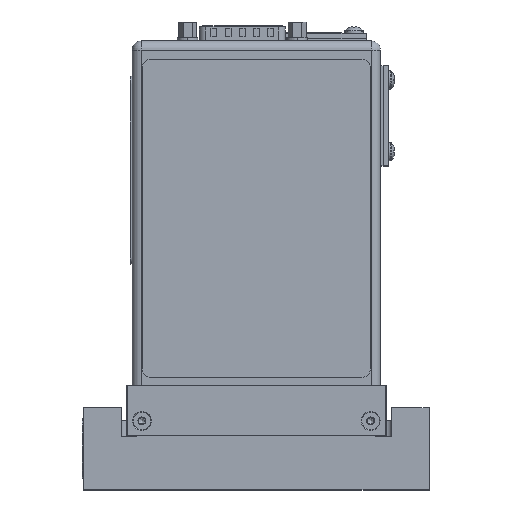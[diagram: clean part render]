
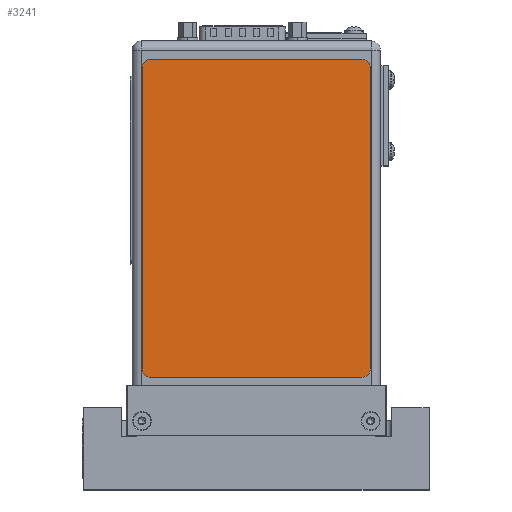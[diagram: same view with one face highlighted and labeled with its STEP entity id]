
A CAD part, top view. The second image highlights one B-rep face of the part: STEP entity #3241.
In plain terms, the highlighted planar face has unit normal (0, 0, 1).
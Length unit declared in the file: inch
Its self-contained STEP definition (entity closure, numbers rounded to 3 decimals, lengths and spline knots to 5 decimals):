
#3022=CARTESIAN_POINT('',(2.63,3.71,0.004));
#3023=DIRECTION('',(0.,0.,-1.));
#3024=DIRECTION('',(0.,1.,0.));
#3025=AXIS2_PLACEMENT_3D('',#3022,#3023,#3024);
#3027=DIRECTION('',(0.,-1.,0.));
#3028=VECTOR('',#3027,3.61);
#3029=CARTESIAN_POINT('',(2.73,3.71,0.004));
#3030=LINE('',#3029,#3028);
#3031=CARTESIAN_POINT('',(2.63,0.1,0.004));
#3032=DIRECTION('',(0.,0.,-1.));
#3033=DIRECTION('',(1.,0.,0.));
#3034=AXIS2_PLACEMENT_3D('',#3031,#3032,#3033);
#3036=DIRECTION('',(-1.,0.,0.));
#3037=VECTOR('',#3036,2.53);
#3038=CARTESIAN_POINT('',(2.63,0.,0.004));
#3039=LINE('',#3038,#3037);
#3040=CARTESIAN_POINT('',(0.1,0.1,0.004));
#3041=DIRECTION('',(0.,0.,-1.));
#3042=DIRECTION('',(0.,-1.,0.));
#3043=AXIS2_PLACEMENT_3D('',#3040,#3041,#3042);
#3045=DIRECTION('',(0.,1.,0.));
#3046=VECTOR('',#3045,3.61);
#3047=CARTESIAN_POINT('',(0.,0.1,0.004));
#3048=LINE('',#3047,#3046);
#3049=CARTESIAN_POINT('',(0.1,3.71,0.004));
#3050=DIRECTION('',(0.,0.,-1.));
#3051=DIRECTION('',(-1.,0.,0.));
#3052=AXIS2_PLACEMENT_3D('',#3049,#3050,#3051);
#3054=DIRECTION('',(1.,0.,0.));
#3055=VECTOR('',#3054,2.53);
#3056=CARTESIAN_POINT('',(0.1,3.81,0.004));
#3057=LINE('',#3056,#3055);
#3074=CARTESIAN_POINT('',(2.73,3.71,0.004));
#3075=VERTEX_POINT('',#3074);
#3076=CARTESIAN_POINT('',(2.63,3.81,0.004));
#3077=VERTEX_POINT('',#3076);
#3078=CARTESIAN_POINT('',(2.73,0.1,0.004));
#3079=VERTEX_POINT('',#3078);
#3080=CARTESIAN_POINT('',(2.63,0.,0.004));
#3081=VERTEX_POINT('',#3080);
#3082=CARTESIAN_POINT('',(0.1,0.,0.004));
#3083=VERTEX_POINT('',#3082);
#3084=CARTESIAN_POINT('',(0.,0.1,0.004));
#3085=VERTEX_POINT('',#3084);
#3086=CARTESIAN_POINT('',(0.,3.71,0.004));
#3087=VERTEX_POINT('',#3086);
#3088=CARTESIAN_POINT('',(0.1,3.81,0.004));
#3089=VERTEX_POINT('',#3088);
#3226=CARTESIAN_POINT('',(0.,0.,0.004));
#3227=DIRECTION('',(0.,0.,1.));
#3228=DIRECTION('',(1.,0.,0.));
#3229=AXIS2_PLACEMENT_3D('',#3226,#3227,#3228);
#3230=PLANE('',#3229);
#3231=ORIENTED_EDGE('',*,*,#3122,.T.);
#3232=ORIENTED_EDGE('',*,*,#3138,.T.);
#3233=ORIENTED_EDGE('',*,*,#3151,.T.);
#3234=ORIENTED_EDGE('',*,*,#3164,.T.);
#3235=ORIENTED_EDGE('',*,*,#3179,.T.);
#3236=ORIENTED_EDGE('',*,*,#3192,.T.);
#3237=ORIENTED_EDGE('',*,*,#3207,.T.);
#3238=ORIENTED_EDGE('',*,*,#3219,.T.);
#3239=EDGE_LOOP('',(#3231,#3232,#3233,#3234,#3235,#3236,#3237,#3238));
#3240=FACE_OUTER_BOUND('',#3239,.F.);
#3241=ADVANCED_FACE('',(#3240),#3230,.T.);
#3026=CIRCLE('',#3025,0.1);
#3035=CIRCLE('',#3034,0.1);
#3044=CIRCLE('',#3043,0.1);
#3053=CIRCLE('',#3052,0.1);
#3122=EDGE_CURVE('',#3077,#3075,#3026,.T.);
#3138=EDGE_CURVE('',#3075,#3079,#3030,.T.);
#3151=EDGE_CURVE('',#3079,#3081,#3035,.T.);
#3164=EDGE_CURVE('',#3081,#3083,#3039,.T.);
#3179=EDGE_CURVE('',#3083,#3085,#3044,.T.);
#3192=EDGE_CURVE('',#3085,#3087,#3048,.T.);
#3207=EDGE_CURVE('',#3087,#3089,#3053,.T.);
#3219=EDGE_CURVE('',#3089,#3077,#3057,.T.);
